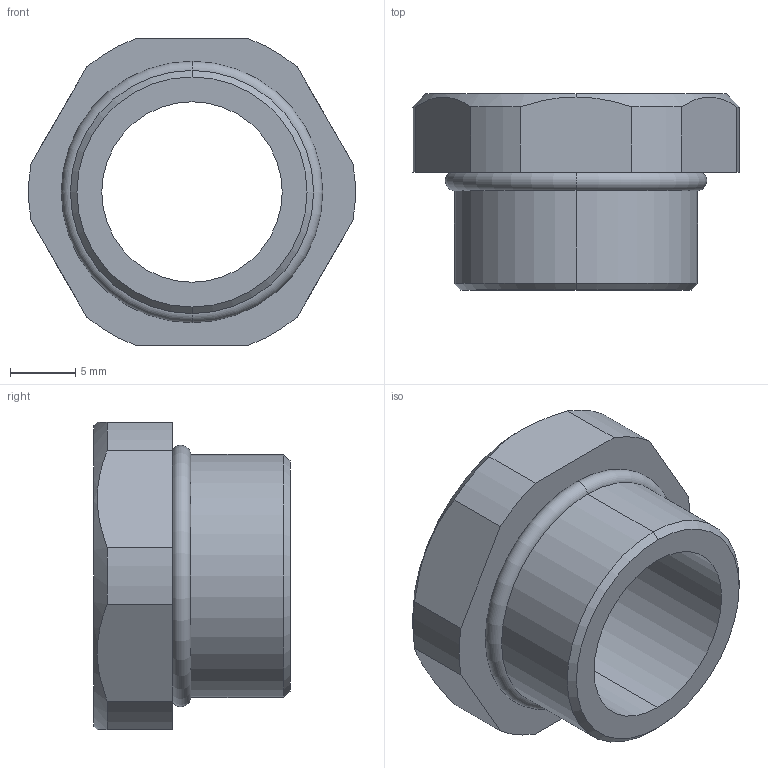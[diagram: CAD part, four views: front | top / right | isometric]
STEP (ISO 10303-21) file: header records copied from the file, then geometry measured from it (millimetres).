
FILE_DESCRIPTION (( 'STEP AP203' ), '1' );
FILE_NAME ('WNSCP-PG11PG9.STP', '2017-10-21T10:32:41', ( '微软用户' ), ( '微软中国' ), 'SwSTEP 2.0', 'SolidWorks 2012', '' );
FILE_SCHEMA (( 'CONFIG_CONTROL_DESIGN' ));
Length unit declared in the file: millimetre
Products named in the file (1): WNSCP-PG11PG9
Bounding box: 24.96 x 15 x 23.5 mm (x, y, z)
Volume: 3012.9 mm3; surface area: 2240.2 mm2
Topology: 1 solids, 1 shells, 25 faces, 62 edges, 40 vertices
Faces by surface type: cylinder 10, plane 9, cone 4, torus 2
Entity records: 869 total; most frequent: CARTESIAN_POINT 180, DIRECTION 134, ORIENTED_EDGE 124, EDGE_CURVE 62, AXIS2_PLACEMENT_3D 54, VERTEX_POINT 40, CIRCLE 28, EDGE_LOOP 28
